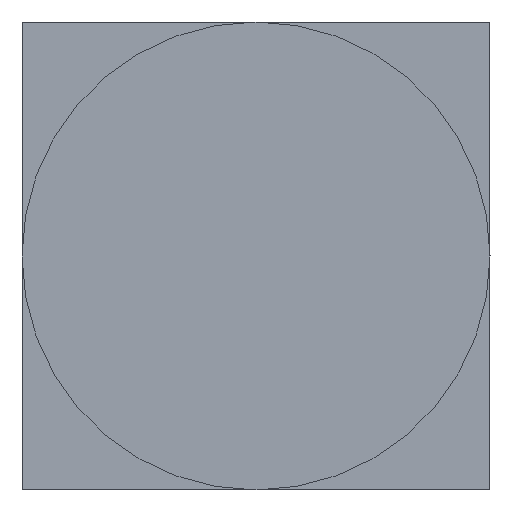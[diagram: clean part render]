
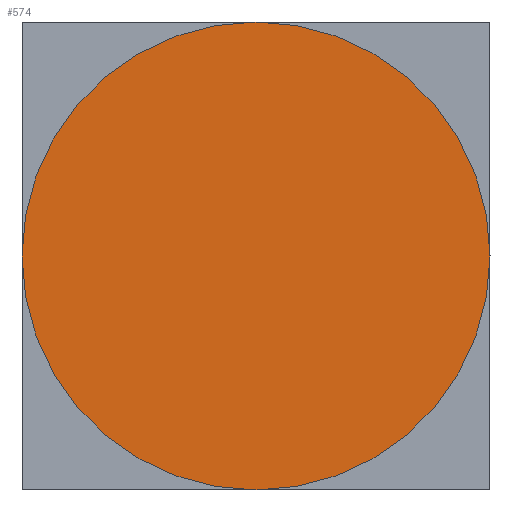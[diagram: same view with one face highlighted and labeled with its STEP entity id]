
A CAD part, left-side view. The second image highlights one B-rep face of the part: STEP entity #574.
In plain terms, the highlighted planar face has unit normal (-1, 0, 0).
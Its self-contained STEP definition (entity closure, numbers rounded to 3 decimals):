
#506=CARTESIAN_POINT('',(-3.65,0.95,0.95));
#507=VERTEX_POINT('',#506);
#523=CARTESIAN_POINT('',(-3.65,-0.95,0.95));
#524=VERTEX_POINT('',#523);
#531=CARTESIAN_POINT('',(-3.65,0.,0.95));
#532=DIRECTION('',(-1.0,0.0,0.0));
#533=DIRECTION('',(0.0,1.0,0.0));
#534=AXIS2_PLACEMENT_3D('',#531,#532,#533);
#535=CIRCLE('',#534,0.95);
#536=EDGE_CURVE('',#507,#524,#535,.T.);
#547=CARTESIAN_POINT('',(-3.65,0.,0.95));
#548=DIRECTION('',(-1.0,0.0,0.0));
#549=DIRECTION('',(0.0,1.0,0.0));
#550=AXIS2_PLACEMENT_3D('',#547,#548,#549);
#551=CIRCLE('',#550,0.95);
#552=EDGE_CURVE('',#524,#507,#551,.T.);
#565=CARTESIAN_POINT('',(-3.65,0.,0.95));
#566=DIRECTION('',(-1.0,0.0,0.0));
#567=DIRECTION('',(0.0,-1.0,0.0));
#568=AXIS2_PLACEMENT_3D('',#565,#566,#567);
#569=PLANE('',#568);
#570=ORIENTED_EDGE('',*,*,#536,.T.);
#571=ORIENTED_EDGE('',*,*,#552,.T.);
#572=EDGE_LOOP('',(#570,#571));
#573=FACE_OUTER_BOUND('',#572,.T.);
#574=ADVANCED_FACE('',(#573),#569,.T.);
